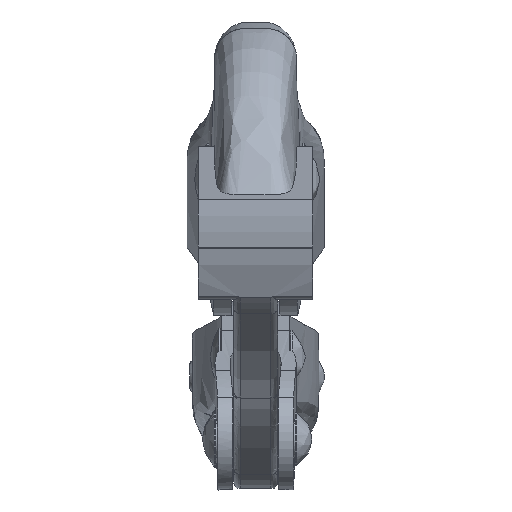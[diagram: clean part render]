
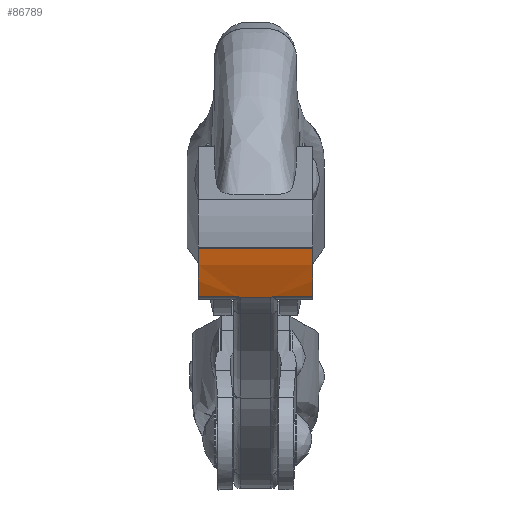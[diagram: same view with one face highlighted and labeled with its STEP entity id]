
A CAD part, top view. The second image highlights one B-rep face of the part: STEP entity #86789.
In plain terms, the highlighted cylindrical face has radius 24.578 mm (diameter 49.156 mm), a partial arc.
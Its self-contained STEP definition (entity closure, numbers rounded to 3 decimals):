
#3255 = VERTEX_POINT ( 'NONE', #60528 ) ;
#4639 = CARTESIAN_POINT ( 'NONE',  ( -8.35, -9.494, 18.598 ) ) ;
#6357 = DIRECTION ( 'NONE',  ( -1., 0., 0. ) ) ;
#7992 = DIRECTION ( 'NONE',  ( 1., 0., 0. ) ) ;
#10999 = AXIS2_PLACEMENT_3D ( 'NONE', #130034, #7992, #157214 ) ;
#13067 = CARTESIAN_POINT ( 'NONE',  ( -2.285, -21.593, 39.991 ) ) ;
#15047 = VERTEX_POINT ( 'NONE', #71933 ) ;
#17116 = DIRECTION ( 'NONE',  ( 0., 0.115, -0.993 ) ) ;
#18954 = EDGE_CURVE ( 'NONE', #153478, #3255, #144351, .T. ) ;
#19428 = EDGE_CURVE ( 'NONE', #3255, #15047, #103198, .T. ) ;
#19706 = VERTEX_POINT ( 'NONE', #61765 ) ;
#27728 = ORIENTED_EDGE ( 'NONE', *, *, #18954, .T. ) ;
#33761 = CARTESIAN_POINT ( 'NONE',  ( -8.35, -21.504, 40.041 ) ) ;
#35850 = CARTESIAN_POINT ( 'NONE',  ( 2.2, -21.593, 39.991 ) ) ;
#36866 = VERTEX_POINT ( 'NONE', #136300 ) ;
#38832 = CARTESIAN_POINT ( 'NONE',  ( 2.2, -21.593, 39.991 ) ) ;
#41077 = DIRECTION ( 'NONE',  ( -1., 0., 0. ) ) ;
#42215 = FACE_OUTER_BOUND ( 'NONE', #91929, .T. ) ;
#44096 = AXIS2_PLACEMENT_3D ( 'NONE', #93496, #91442, #89779 ) ;
#51300 = CARTESIAN_POINT ( 'NONE',  ( 2.362, -21.554, 40.013 ) ) ;
#52959 = ORIENTED_EDGE ( 'NONE', *, *, #126964, .F. ) ;
#54269 = VERTEX_POINT ( 'NONE', #35850 ) ;
#54843 = DIRECTION ( 'NONE',  ( -1., 0., 0. ) ) ;
#56519 = EDGE_CURVE ( 'NONE', #19706, #104004, #99133, .T. ) ;
#60528 = CARTESIAN_POINT ( 'NONE',  ( 8.35, -21.504, 40.041 ) ) ;
#61765 = CARTESIAN_POINT ( 'NONE',  ( -2.424, -21.504, 40.041 ) ) ;
#64613 = ORIENTED_EDGE ( 'NONE', *, *, #19428, .T. ) ;
#64639 = LINE ( 'NONE', #128314, #127203 ) ;
#68227 = CARTESIAN_POINT ( 'NONE',  ( -8.35, -21.504, 40.041 ) ) ;
#71325 = CYLINDRICAL_SURFACE ( 'NONE', #10999, 24.578 ) ;
#71933 = CARTESIAN_POINT ( 'NONE',  ( 8.35, -14.34, 42.693 ) ) ;
#78190 = ORIENTED_EDGE ( 'NONE', *, *, #140825, .F. ) ;
#80737 = CIRCLE ( 'NONE', #152232, 24.578 ) ;
#81197 = VECTOR ( 'NONE', #54843, 1000. ) ;
#86789 = ADVANCED_FACE ( 'NONE', ( #42215 ), #71325, .T. ) ;
#87493 = VERTEX_POINT ( 'NONE', #109691 ) ;
#88501 = CARTESIAN_POINT ( 'NONE',  ( 3.2, -21.593, 39.991 ) ) ;
#89130 = B_SPLINE_CURVE_WITH_KNOTS ( 'NONE', 3,
 ( #136213, #124742, #13067, #100049 ),
 .UNSPECIFIED., .F., .F.,
 ( 4, 4 ),
 ( 0., 0. ),
 .UNSPECIFIED. ) ;
#89779 = DIRECTION ( 'NONE',  ( 0., 0.115, -0.993 ) ) ;
#91442 = DIRECTION ( 'NONE',  ( -1., 0., 0. ) ) ;
#91555 = DIRECTION ( 'NONE',  ( -1., 0., 0. ) ) ;
#91929 = EDGE_LOOP ( 'NONE', ( #78190, #144763, #115440, #52959, #123291, #27728, #64613, #135026 ) ) ;
#93496 = CARTESIAN_POINT ( 'NONE',  ( 8.35, -9.494, 18.598 ) ) ;
#99133 = LINE ( 'NONE', #68227, #161638 ) ;
#100049 = CARTESIAN_POINT ( 'NONE',  ( -2.2, -21.593, 39.991 ) ) ;
#102836 = B_SPLINE_CURVE_WITH_KNOTS ( 'NONE', 3,
 ( #38832, #113488, #51300, #138585 ),
 .UNSPECIFIED., .F., .F.,
 ( 4, 4 ),
 ( 0., 0. ),
 .UNSPECIFIED. ) ;
#103198 = CIRCLE ( 'NONE', #44096, 24.578 ) ;
#104004 = VERTEX_POINT ( 'NONE', #33761 ) ;
#109691 = CARTESIAN_POINT ( 'NONE',  ( -2.2, -21.593, 39.991 ) ) ;
#111092 = VECTOR ( 'NONE', #115767, 1000. ) ;
#113488 = CARTESIAN_POINT ( 'NONE',  ( 2.285, -21.593, 39.991 ) ) ;
#115440 = ORIENTED_EDGE ( 'NONE', *, *, #139131, .T. ) ;
#115767 = DIRECTION ( 'NONE',  ( 1., 0., 0. ) ) ;
#116287 = CARTESIAN_POINT ( 'NONE',  ( 2.424, -21.504, 40.041 ) ) ;
#119401 = CARTESIAN_POINT ( 'NONE',  ( -20.5, -21.504, 40.041 ) ) ;
#123291 = ORIENTED_EDGE ( 'NONE', *, *, #140045, .T. ) ;
#124742 = CARTESIAN_POINT ( 'NONE',  ( -2.362, -21.554, 40.013 ) ) ;
#126964 = EDGE_CURVE ( 'NONE', #54269, #87493, #151565, .T. ) ;
#127203 = VECTOR ( 'NONE', #41077, 1000. ) ;
#128314 = CARTESIAN_POINT ( 'NONE',  ( -20.5, -14.34, 42.693 ) ) ;
#130034 = CARTESIAN_POINT ( 'NONE',  ( -20.5, -9.494, 18.598 ) ) ;
#135026 = ORIENTED_EDGE ( 'NONE', *, *, #153197, .T. ) ;
#136213 = CARTESIAN_POINT ( 'NONE',  ( -2.424, -21.504, 40.041 ) ) ;
#136300 = CARTESIAN_POINT ( 'NONE',  ( -8.35, -14.34, 42.693 ) ) ;
#138585 = CARTESIAN_POINT ( 'NONE',  ( 2.424, -21.504, 40.041 ) ) ;
#139131 = EDGE_CURVE ( 'NONE', #19706, #87493, #89130, .T. ) ;
#140045 = EDGE_CURVE ( 'NONE', #54269, #153478, #102836, .T. ) ;
#140825 = EDGE_CURVE ( 'NONE', #104004, #36866, #80737, .T. ) ;
#144351 = LINE ( 'NONE', #119401, #111092 ) ;
#144763 = ORIENTED_EDGE ( 'NONE', *, *, #56519, .F. ) ;
#151565 = LINE ( 'NONE', #88501, #81197 ) ;
#152232 = AXIS2_PLACEMENT_3D ( 'NONE', #4639, #91555, #17116 ) ;
#153197 = EDGE_CURVE ( 'NONE', #15047, #36866, #64639, .T. ) ;
#153478 = VERTEX_POINT ( 'NONE', #116287 ) ;
#157214 = DIRECTION ( 'NONE',  ( 0., 0.115, -0.993 ) ) ;
#161638 = VECTOR ( 'NONE', #6357, 1000. ) ;
